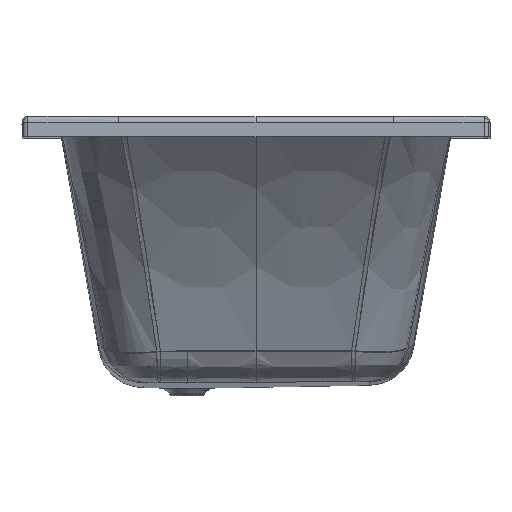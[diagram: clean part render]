
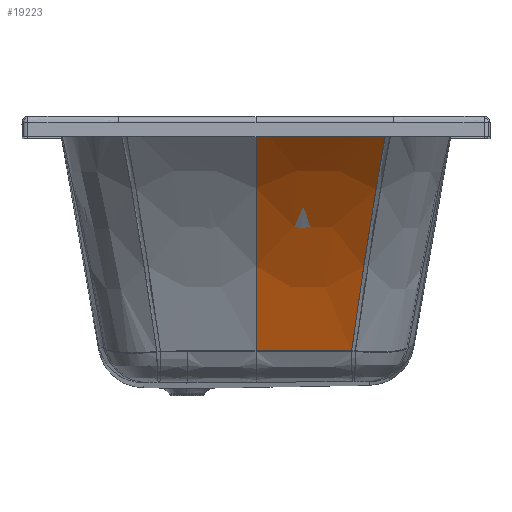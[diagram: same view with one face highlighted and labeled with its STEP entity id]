
A CAD part, top view. The second image highlights one B-rep face of the part: STEP entity #19223.
In plain terms, the highlighted free-form (B-spline) face has degree [3, 3] with [7, 4] control points.
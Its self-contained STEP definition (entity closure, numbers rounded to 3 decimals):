
#4648=CARTESIAN_POINT('',(0.,-6.444,835.696));
#4654=CARTESIAN_POINT('',(0.,-400.772,580.908));
#4655=CARTESIAN_POINT('',(0.,-363.451,593.463));
#4656=CARTESIAN_POINT('',(0.,-290.178,623.288));
#4657=CARTESIAN_POINT('',(0.,-186.576,681.369));
#4658=CARTESIAN_POINT('',(0.,-90.838,752.011));
#4659=CARTESIAN_POINT('',(0.,-33.367,806.68));
#4660=CARTESIAN_POINT('',(0.,-6.444,835.696));
#4662=CARTESIAN_POINT('',(0.,-400.772,580.908));
#4687=CARTESIAN_POINT('',(226.018,-6.469,835.724));
#4688=CARTESIAN_POINT('',(189.805,-6.462,835.715));
#4689=CARTESIAN_POINT('',(115.922,-6.449,835.701));
#4690=CARTESIAN_POINT('',(39.125,-6.444,835.696));
#4691=CARTESIAN_POINT('',(0.,-6.444,835.696));
#4693=CARTESIAN_POINT('',(226.018,-6.469,835.724));
#4694=CARTESIAN_POINT('',(220.773,-33.822,807.401));
#4695=CARTESIAN_POINT('',(210.327,-91.892,753.849));
#4696=CARTESIAN_POINT('',(194.681,-187.826,684.017));
#4697=CARTESIAN_POINT('',(179.008,-291.073,625.783));
#4698=CARTESIAN_POINT('',(168.543,-363.808,595.194));
#4699=CARTESIAN_POINT('',(163.337,-400.819,582.081));
#4701=CARTESIAN_POINT('',(163.337,-400.819,582.081));
#4702=CARTESIAN_POINT('',(155.164,-400.79,581.979));
#4703=CARTESIAN_POINT('',(138.981,-400.738,581.787));
#4704=CARTESIAN_POINT('',(115.072,-400.685,581.539));
#4705=CARTESIAN_POINT('',(91.919,-400.654,581.335));
#4706=CARTESIAN_POINT('',(68.803,-400.646,581.167));
#4707=CARTESIAN_POINT('',(45.82,-400.662,581.038));
#4708=CARTESIAN_POINT('',(23.045,-400.702,580.95));
#4709=CARTESIAN_POINT('',(7.693,-400.745,580.917));
#4710=CARTESIAN_POINT('',(0.,-400.772,580.908));
#7673=VERTEX_POINT('',#4662);
#7675=VERTEX_POINT('',#4701);
#7704=VERTEX_POINT('',#4648);
#7706=VERTEX_POINT('',#4687);
#19185=CARTESIAN_POINT('',(228.924,-3.142,
839.184));
#19186=CARTESIAN_POINT('',(151.86,-3.192,
839.187));
#19187=CARTESIAN_POINT('',(74.797,-3.221,
839.188));
#19188=CARTESIAN_POINT('',(-2.266,-3.22,
839.188));
#19189=CARTESIAN_POINT('',(223.409,-31.473,
809.592));
#19190=CARTESIAN_POINT('',(148.201,-31.195,
809.159));
#19191=CARTESIAN_POINT('',(72.994,-31.032,
808.904));
#19192=CARTESIAN_POINT('',(-2.212,-31.035,
808.909));
#19193=CARTESIAN_POINT('',(212.644,-90.615,
754.828));
#19194=CARTESIAN_POINT('',(141.065,-89.872,
753.704));
#19195=CARTESIAN_POINT('',(69.483,-89.437,
753.045));
#19196=CARTESIAN_POINT('',(-2.105,-89.446,
753.058));
#19197=CARTESIAN_POINT('',(196.627,-187.855,
684.064));
#19198=CARTESIAN_POINT('',(130.45,-186.878,
682.462));
#19199=CARTESIAN_POINT('',(64.26,-186.307,
681.525));
#19200=CARTESIAN_POINT('',(-1.947,-186.318,
681.543));
#19201=CARTESIAN_POINT('',(180.563,-292.632,
624.961));
#19202=CARTESIAN_POINT('',(119.791,-291.801,
623.473));
#19203=CARTESIAN_POINT('',(59.009,-291.314,
622.601));
#19204=CARTESIAN_POINT('',(-1.788,-291.324,
622.619));
#19205=CARTESIAN_POINT('',(169.756,-367.073,
593.861));
#19206=CARTESIAN_POINT('',(112.614,-366.545,
592.882));
#19207=CARTESIAN_POINT('',(55.469,-366.236,
592.309));
#19208=CARTESIAN_POINT('',(-1.681,-366.243,
592.32));
#19209=CARTESIAN_POINT('',(164.265,-405.801,
580.352));
#19210=CARTESIAN_POINT('',(108.969,-405.467,
579.751));
#19211=CARTESIAN_POINT('',(53.672,-405.271,
579.399));
#19212=CARTESIAN_POINT('',(-1.626,-405.275,
579.406));
#19213=B_SPLINE_SURFACE_WITH_KNOTS('',3,3,((#19185,#19186,#19187,#19188),
(#19189,#19190,#19191,#19192),(#19193,#19194,#19195,#19196),(#19197,#19198,
#19199,#19200),(#19201,#19202,#19203,#19204),(#19205,#19206,#19207,#19208),(
#19209,#19210,#19211,#19212)),.UNSPECIFIED.,.F.,.F.,.F.,(4,1,1,1,4),(4,4),(
-0.005,0.223,0.444,0.664,
0.893),(0.797,1.002),.UNSPECIFIED.);
#19215=ORIENTED_EDGE('',*,*,#19214,.F.);
#19217=ORIENTED_EDGE('',*,*,#19216,.T.);
#19219=ORIENTED_EDGE('',*,*,#19218,.T.);
#19220=ORIENTED_EDGE('',*,*,#19174,.T.);
#19221=EDGE_LOOP('',(#19215,#19217,#19219,#19220));
#19222=FACE_OUTER_BOUND('',#19221,.F.);
#19223=ADVANCED_FACE('',(#19222),#19213,.F.);
#4661=B_SPLINE_CURVE_WITH_KNOTS('',3,(#4654,#4655,#4656,#4657,#4658,#4659,
#4660),.UNSPECIFIED.,.F.,.F.,(4,1,1,1,4),(0.,0.249,
0.499,0.75,1.),.UNSPECIFIED.);
#4692=B_SPLINE_CURVE_WITH_KNOTS('',3,(#4687,#4688,#4689,#4690,#4691),
.UNSPECIFIED.,.F.,.F.,(4,1,4),(0.,0.5,1.),.UNSPECIFIED.);
#4700=B_SPLINE_CURVE_WITH_KNOTS('',3,(#4693,#4694,#4695,#4696,#4697,#4698,
#4699),.UNSPECIFIED.,.F.,.F.,(4,1,1,1,4),(0.,0.25,
0.5,0.751,1.),.UNSPECIFIED.);
#4711=B_SPLINE_CURVE_WITH_KNOTS('',3,(#4701,#4702,#4703,#4704,#4705,#4706,#4707,
#4708,#4709,#4710),.UNSPECIFIED.,.F.,.F.,(4,1,1,1,1,1,1,4),(0.,
0.143,0.286,0.429,0.571,
0.714,0.857,1.),.UNSPECIFIED.);
#19174=EDGE_CURVE('',#7673,#7704,#4661,.T.);
#19214=EDGE_CURVE('',#7706,#7704,#4692,.T.);
#19216=EDGE_CURVE('',#7706,#7675,#4700,.T.);
#19218=EDGE_CURVE('',#7675,#7673,#4711,.T.);
